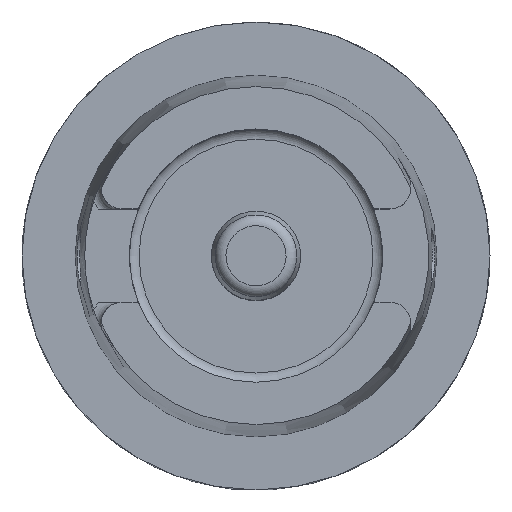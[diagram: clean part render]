
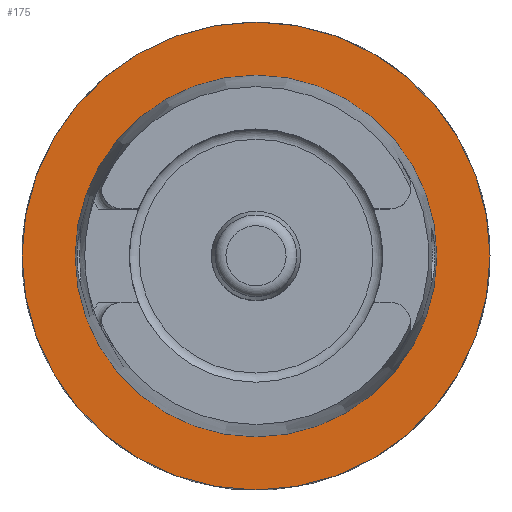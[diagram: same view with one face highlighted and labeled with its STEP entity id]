
A CAD part, top view. The second image highlights one B-rep face of the part: STEP entity #175.
In plain terms, the highlighted planar face has unit normal (0, 0, 1).
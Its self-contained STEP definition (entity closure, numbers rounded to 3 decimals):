
#59=PLANE('',#1380);
#175=ADVANCED_FACE('',(#236,#237),#59,.F.);
#236=FACE_BOUND('',#312,.T.);
#237=FACE_BOUND('',#313,.T.);
#312=EDGE_LOOP('',(#678));
#313=EDGE_LOOP('',(#679));
#404=CIRCLE('',#1318,31.47);
#427=CIRCLE('',#1379,24.321);
#678=ORIENTED_EDGE('',*,*,#959,.F.);
#679=ORIENTED_EDGE('',*,*,#1053,.F.);
#834=VERTEX_POINT('',#1870);
#892=VERTEX_POINT('',#2120);
#959=EDGE_CURVE('',#834,#834,#404,.T.);
#1053=EDGE_CURVE('',#892,#892,#427,.T.);
#1318=AXIS2_PLACEMENT_3D('',#1869,#1471,#1472);
#1379=AXIS2_PLACEMENT_3D('',#2119,#1652,#1653);
#1380=AXIS2_PLACEMENT_3D('',#2121,#1654,#1655);
#1471=DIRECTION('',(0.,0.,-1.));
#1472=DIRECTION('',(-1.,0.,0.));
#1652=DIRECTION('',(0.,0.,1.));
#1653=DIRECTION('',(-1.,0.,0.));
#1654=DIRECTION('',(0.,0.,-1.));
#1655=DIRECTION('',(-1.,0.,0.));
#1869=CARTESIAN_POINT('',(0.,0.,0.));
#1870=CARTESIAN_POINT('',(-31.47,0.,0.));
#2119=CARTESIAN_POINT('',(0.,0.,0.));
#2120=CARTESIAN_POINT('',(-24.321,0.,0.));
#2121=CARTESIAN_POINT('',(0.,-25.43,0.));
